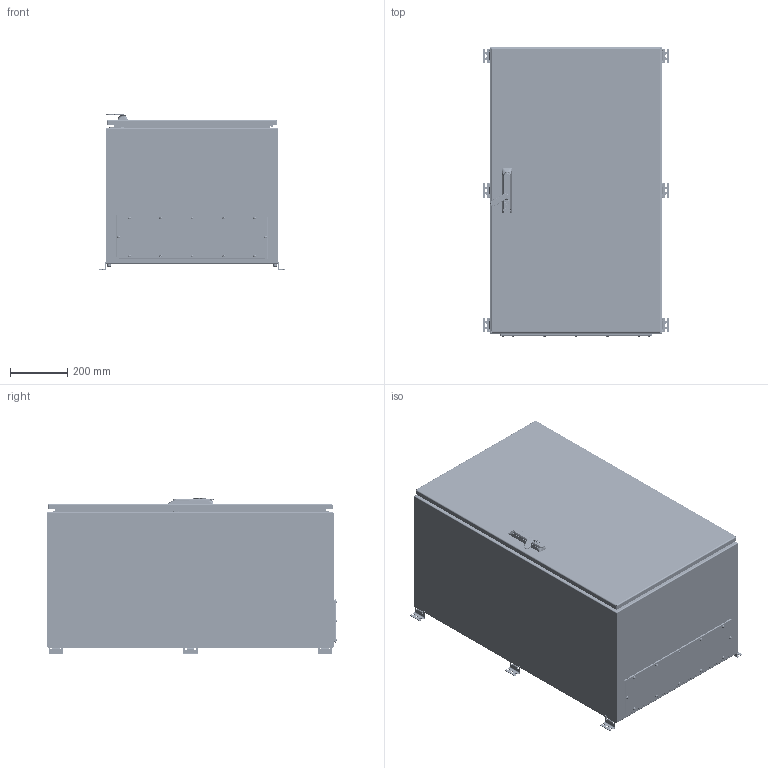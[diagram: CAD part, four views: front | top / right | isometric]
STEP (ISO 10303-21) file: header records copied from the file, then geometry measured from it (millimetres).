
FILE_DESCRIPTION (( 'STEP AP214' ), '1' );
FILE_NAME ('21.060.100.50.STEP', '2025-02-06T06:50:03', ( '' ), ( '' ), 'SwSTEP 2.0', 'SolidWorks 2021', '' );
FILE_SCHEMA (( 'AUTOMOTIVE_DESIGN' ));
Length unit declared in the file: millimetre
Products named in the file (65): MS100-3-SXGH_3_AF0.stp; ABB100-3-1-ZZ_5_ASM.stp; 署赅 W530D150; Ýëåìåíò òÿãè; Øïèëüêà ïðèâàðíàÿ Ì8õ25; MS100-3-3C (1).stp; Çàêëåïêà ðåçüáîâàÿ Ì8 øåñòèãðàííàÿ ñ óìåíüøåííûì áîðòîì; 昢膼碴鍣 膰豵鵨 W600H1000D500; AB100-3-S06-SP_1_5.stp; Äâåðíîå ïîëîòíî W600H1000; MS100-3-00_1.stp; Ïðàâàÿ ñòåíêà H1000D500; ABB100-3_03_1_AF0.stp; Ïåòëÿ ùèòîâàÿ ïðèâàðíàÿ; 21.060.100.50; 471.100 Íàñòåííîå êðåïëåíèå; Âèíò DIN 967 Ì5õ16 ñ ïîëóêðóãëîé ãîëîâêîé ñ êðåñòîîáðàçíûì øëèöåì; MS-100-3A-3E-SB_ASM_55_AF0_ASM.stp; Ðåçèíêà øàðíèðà; ABB100-3_03_1_AF1.stp; 妈眚 DIN 912-󋔊0-Zn; Êðåïëåíèå òÿãè; Øïèëüêà ïðèâàðíàÿ Ì6õ16; Ãàéêà DIN934- Ì6-Zn; 0002_ASM_2_ASM.stp; _INST32000_4.stp; MS100-3000_10.stp; Ëåâàÿ ñòåíêà H1000D500; MS100-3-FYG_7.stp; Ãàéêà M8 DIN6923.step; Áîëò Ì5õ8 ñ øåñòèãðàííîé ãîëîâêîé ñ ïðåññøàéáîé; 砑僔蠂縺; Ïðîôèëü äâåðíîé H1000; MS100-3-1B_8_AF0.stp; Äâåðü W600H1000; K7010-C_ASM_3_AF0_ASM.stp; M60001_4.stp; Ïðîêëàäêà êðûøêè ÄÌ W530D150; MS822-1-1-SPLJZ_5.stp; Âòóëêà øàðíèðà ...
Assembly tree (170 placements, depth 7):
  21.060.100.50
    昢膼碴鍣 膰豵鵨 W600H1000D500
      扻豵鵨 W600H1000D500
      Ïðàâàÿ ñòåíêà H1000D500
      Ëåâàÿ ñòåíêà H1000D500
      Øïèëüêà ïðèâàðíàÿ Ì6õ16  x12
      Øïèëüêà ïðèâàðíàÿ Ì8õ25  x6
      Çàêëåïêà ðåçüáîâàÿ Ì8 øåñòèãðàííàÿ ñ óìåíüøåííûì áîðòîì  x6
      Çàêëåïêà ðåçüáîâàÿ Ì5 øåñòèãðàííàÿ ñ óìåíüøåííûì áîðòîì  x12
    Äâåðü W600H1000
      Äâåðíîå ïîëîòíî W600H1000
      Ãàñêåòèíã äâåðè W600H1000
      Øïèëüêà ïðèâàðíàÿ Ì6õ16  x6
      Ïåòëÿ ùèòîâàÿ ïðèâàðíàÿ  x3
      Ïðîôèëü äâåðíîé H1000  x2
      ﾒ聰 H1000  x2
      Êðåïëåíèå òÿãè  x4
      Ýëåìåíò òÿãè  x2
        砑僔蠂縺
        扻錼鼨膰
        Îñü
      MS100-3-3C (1).stp
        MS100-3-3B_ASM_92_AF0_ASM.stp
          MS-100-3A-3E-SB_ASM_55_AF0_ASM.stp
            ABB100-3-1-ZZ_5_ASM.stp
              ABB100-3-1-ZZ_5_2.stp
            K7010-C_ASM_3_AF0_ASM.stp
              ABB100-3_03_1_AF0.stp
              MS100-3C_1_AF0.stp
            K7030_ASM_1_AF0_ASM.stp
              ABB100-3_03_1_AF1.stp
            MS100-3-1B_8_AF0.stp
            MS820-1-1-05-XZS-4X5_8.stp
            MS100-3-FYG_7.stp
          0001_ASM_45_AF0_ASM.stp
            MS100-3-1000_8-162541.stp  x2
            MS100-3-1000_8-171769_AF0.stp
            MS100-3000_10.stp
            MS100-3-00_1.stp  x2
          0002_ASM_2_ASM.stp
            _INST32000_4.stp
            M60001_4.stp
            M60002_2.stp
          MS100-3-1-1B-SL_4_AF0.stp
          MS100-3-SXGH_3_AF0.stp
          SCREW4_2X22_8.stp  x4
          MS822-1-1-SPLJZ_5.stp
          AB100-3-S06-SP_1_5.stp
          M6X25_5.stp
      Áîëò Ì5õ8 ñ øåñòèãðàííîé ãîëîâêîé ñ ïðåññøàéáîé  x2
      Ãàéêà DIN934- Ì6-Zn  x4
    昑 W600H1000
    署赅 W530D150
    Ïðîêëàäêà êðûøêè ÄÌ W530D150
    Âèíò DIN 967 Ì5õ16 ñ ïîëóêðóãëîé ãîëîâêîé ñ êðåñòîîáðàçíûì øëèöåì  x12
    嵑謺麃 瀁蠉澼鍣 094  x3
      Âòóëêà øàðíèðà
      嵑謺麃
      Ðåçèíêà øàðíèðà
    Áîëò Ì6õ10 ñ øåñòèãðàííîé ãîëîâêîé ñ ïðåññøàéáîé  x6
Bounding box: 652 x 1011.05 x 546.8 mm (x, y, z)
Volume: 6615007.7 mm3; surface area: 8161673.8 mm2
Topology: 172 solids, 173 shells, 9656 faces, 24744 edges, 15652 vertices
Faces by surface type: plane 4259, cylinder 3528, bspline 667, cone 630, torus 491, sphere 81
Entity records: 202309 total; most frequent: CARTESIAN_POINT 77270, ORIENTED_EDGE 26806, DIRECTION 23075, EDGE_CURVE 13403, VERTEX_POINT 8510, LINE 8085, VECTOR 8085, AXIS2_PLACEMENT_3D 7495
